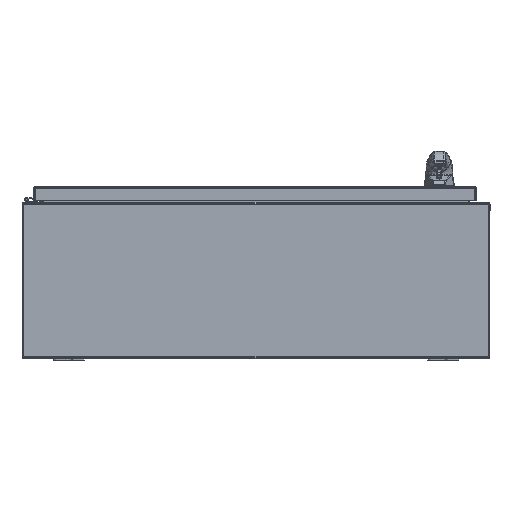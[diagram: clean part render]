
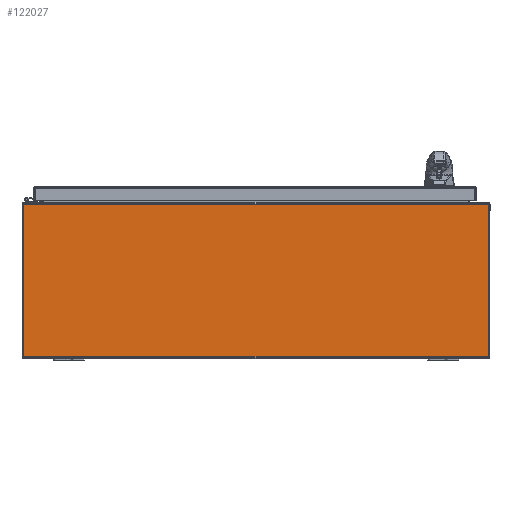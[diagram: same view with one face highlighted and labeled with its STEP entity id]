
A CAD part, front view. The second image highlights one B-rep face of the part: STEP entity #122027.
In plain terms, the highlighted planar face has unit normal (0, -1, 0).
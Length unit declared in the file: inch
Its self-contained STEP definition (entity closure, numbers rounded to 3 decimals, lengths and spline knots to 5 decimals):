
#3634 = CARTESIAN_POINT ( 'NONE',  ( -14.91495, -18., 9.89475 ) ) ;
#4275 = CARTESIAN_POINT ( 'NONE',  ( -14.88277, -18., 0.10525 ) ) ;
#5279 = VERTEX_POINT ( 'NONE', #4275 ) ;
#9402 = VERTEX_POINT ( 'NONE', #28590 ) ;
#9634 = LINE ( 'NONE', #120941, #34590 ) ;
#10287 = CARTESIAN_POINT ( 'NONE',  ( 14.963, -18., 0.12745 ) ) ;
#12361 = DIRECTION ( 'NONE',  ( 0., 1., 0. ) ) ;
#22513 = VERTEX_POINT ( 'NONE', #26516 ) ;
#23060 = CARTESIAN_POINT ( 'NONE',  ( 14.963, -18., 9.89475 ) ) ;
#26349 = ORIENTED_EDGE ( 'NONE', *, *, #47130, .F. ) ;
#26516 = CARTESIAN_POINT ( 'NONE',  ( 14.88277, -18., 0.10525 ) ) ;
#28590 = CARTESIAN_POINT ( 'NONE',  ( 14.91495, -18., 9.89475 ) ) ;
#28762 = DIRECTION ( 'NONE',  ( 0., 1., 0. ) ) ;
#28775 = LINE ( 'NONE', #82124, #50951 ) ;
#28812 = CIRCLE ( 'NONE', #92992, 0.07 ) ;
#29168 = CARTESIAN_POINT ( 'NONE',  ( -14.963, -18., 0.12745 ) ) ;
#29275 = EDGE_CURVE ( 'NONE', #37891, #5279, #112266, .T. ) ;
#29463 = ORIENTED_EDGE ( 'NONE', *, *, #29275, .T. ) ;
#34590 = VECTOR ( 'NONE', #54946, 39.37008 ) ;
#37891 = VERTEX_POINT ( 'NONE', #29168 ) ;
#40134 = AXIS2_PLACEMENT_3D ( 'NONE', #86627, #86613, #86454 ) ;
#42876 = VECTOR ( 'NONE', #43395, 39.37008 ) ;
#43395 = DIRECTION ( 'NONE',  ( 0., 0., -1. ) ) ;
#44921 = DIRECTION ( 'NONE',  ( -1., 0., 0. ) ) ;
#47130 = EDGE_CURVE ( 'NONE', #101543, #70654, #118191, .T. ) ;
#49303 = VECTOR ( 'NONE', #57303, 39.37008 ) ;
#50951 = VECTOR ( 'NONE', #44921, 39.37008 ) ;
#52576 = VERTEX_POINT ( 'NONE', #107039 ) ;
#54946 = DIRECTION ( 'NONE',  ( -1., 0., 0. ) ) ;
#55348 = EDGE_CURVE ( 'NONE', #101543, #9402, #110160, .T. ) ;
#56191 = EDGE_CURVE ( 'NONE', #9402, #80294, #9634, .T. ) ;
#56422 = PLANE ( 'NONE',  #103887 ) ;
#57303 = DIRECTION ( 'NONE',  ( 1., 0., 0. ) ) ;
#57666 = EDGE_CURVE ( 'NONE', #37891, #52576, #87326, .T. ) ;
#60635 = ORIENTED_EDGE ( 'NONE', *, *, #86805, .T. ) ;
#62371 = CARTESIAN_POINT ( 'NONE',  ( 14.963, -18., 9.89475 ) ) ;
#66342 = EDGE_CURVE ( 'NONE', #5279, #22513, #74373, .T. ) ;
#68744 = CARTESIAN_POINT ( 'NONE',  ( 14.93789, -18., 0.06211 ) ) ;
#70654 = VERTEX_POINT ( 'NONE', #10287 ) ;
#74373 = LINE ( 'NONE', #94900, #49303 ) ;
#78230 = DIRECTION ( 'NONE',  ( 1., 0., 0. ) ) ;
#78408 = ORIENTED_EDGE ( 'NONE', *, *, #55348, .T. ) ;
#80294 = VERTEX_POINT ( 'NONE', #3634 ) ;
#82124 = CARTESIAN_POINT ( 'NONE',  ( -14.91495, -18., 9.89475 ) ) ;
#85347 = CARTESIAN_POINT ( 'NONE',  ( 0., -18., 5.00948 ) ) ;
#86454 = DIRECTION ( 'NONE',  ( 1., 0., 0. ) ) ;
#86613 = DIRECTION ( 'NONE',  ( 0., 1., 0. ) ) ;
#86627 = CARTESIAN_POINT ( 'NONE',  ( -14.93789, -18., 0.06211 ) ) ;
#86805 = EDGE_CURVE ( 'NONE', #80294, #52576, #28775, .T. ) ;
#87326 = LINE ( 'NONE', #107073, #109472 ) ;
#92992 = AXIS2_PLACEMENT_3D ( 'NONE', #68744, #12361, #78230 ) ;
#94840 = DIRECTION ( 'NONE',  ( 1., 0., 0. ) ) ;
#94900 = CARTESIAN_POINT ( 'NONE',  ( -14.88277, -18., 0.10525 ) ) ;
#95105 = CARTESIAN_POINT ( 'NONE',  ( 14.963, -18., 9.89475 ) ) ;
#95442 = ORIENTED_EDGE ( 'NONE', *, *, #102711, .T. ) ;
#98577 = ORIENTED_EDGE ( 'NONE', *, *, #56191, .T. ) ;
#99221 = ORIENTED_EDGE ( 'NONE', *, *, #57666, .F. ) ;
#101543 = VERTEX_POINT ( 'NONE', #95105 ) ;
#102711 = EDGE_CURVE ( 'NONE', #22513, #70654, #28812, .T. ) ;
#103887 = AXIS2_PLACEMENT_3D ( 'NONE', #85347, #28762, #94840 ) ;
#107039 = CARTESIAN_POINT ( 'NONE',  ( -14.963, -18., 9.89475 ) ) ;
#107073 = CARTESIAN_POINT ( 'NONE',  ( -14.963, -18., 0.12745 ) ) ;
#107180 = VECTOR ( 'NONE', #117070, 39.37008 ) ;
#109082 = FACE_OUTER_BOUND ( 'NONE', #116445, .T. ) ;
#109472 = VECTOR ( 'NONE', #116516, 39.37008 ) ;
#110160 = LINE ( 'NONE', #23060, #107180 ) ;
#112266 = CIRCLE ( 'NONE', #40134, 0.07 ) ;
#116445 = EDGE_LOOP ( 'NONE', ( #78408, #98577, #60635, #99221, #29463, #118366, #95442, #26349 ) ) ;
#116516 = DIRECTION ( 'NONE',  ( 0., 0., 1. ) ) ;
#117070 = DIRECTION ( 'NONE',  ( -1., 0., 0. ) ) ;
#118191 = LINE ( 'NONE', #62371, #42876 ) ;
#118366 = ORIENTED_EDGE ( 'NONE', *, *, #66342, .T. ) ;
#120941 = CARTESIAN_POINT ( 'NONE',  ( 14.91495, -18., 9.89475 ) ) ;
#122027 = ADVANCED_FACE ( 'NONE', ( #109082 ), #56422, .F. ) ;
